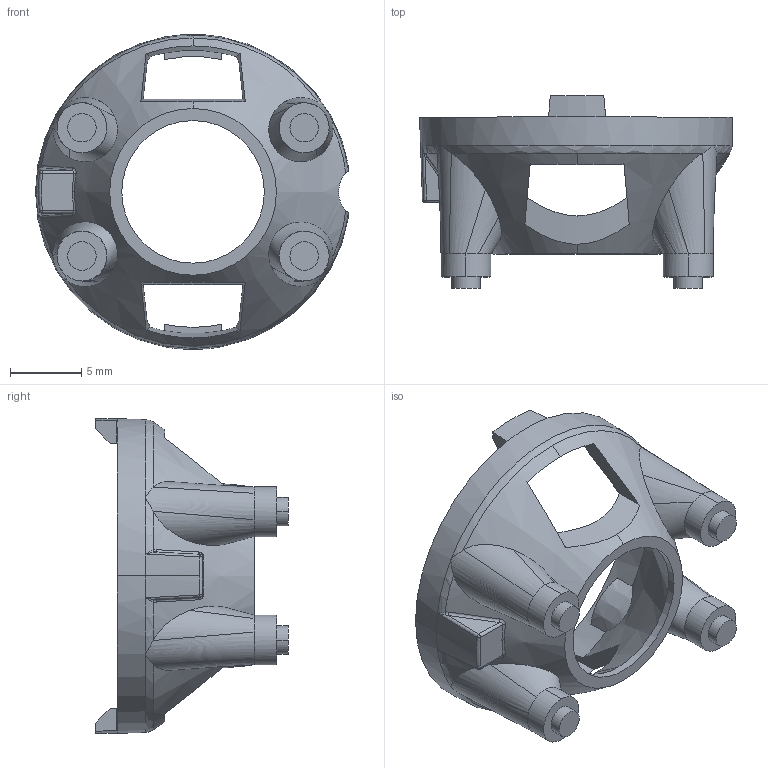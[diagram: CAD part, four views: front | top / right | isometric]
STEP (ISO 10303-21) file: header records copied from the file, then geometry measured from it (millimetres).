
FILE_DESCRIPTION (( 'STEP AP214' ), '1' );
FILE_NAME ('60575_10676_10736.STEP', '2016-04-07T10:02:11', ( '' ), ( '' ), 'SwSTEP 2.0', 'SolidWorks 2014', '' );
FILE_SCHEMA (( 'AUTOMOTIVE_DESIGN' ));
Length unit declared in the file: millimetre
Products named in the file (1): 60575_10676_10736
Bounding box: 21.95 x 13.5 x 22.08 mm (x, y, z)
Volume: 848.5 mm3; surface area: 1458.7 mm2
Topology: 1 solids, 1 shells, 127 faces, 344 edges, 218 vertices
Faces by surface type: bspline 43, plane 37, cylinder 25, cone 22
Entity records: 7559 total; most frequent: CARTESIAN_POINT 4740, ORIENTED_EDGE 688, DIRECTION 447, EDGE_CURVE 344, VERTEX_POINT 218, AXIS2_PLACEMENT_3D 188, B_SPLINE_CURVE_WITH_KNOTS 154, EDGE_LOOP 132
